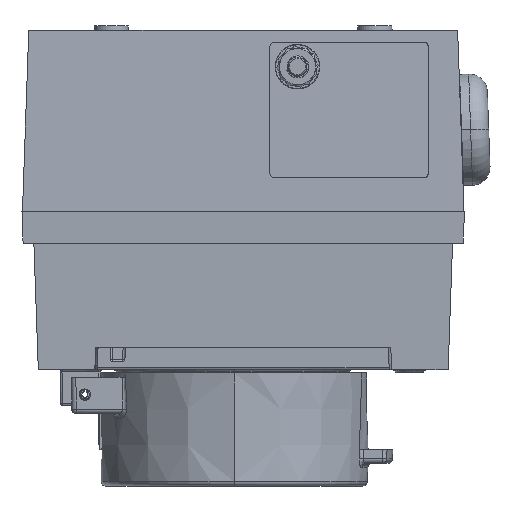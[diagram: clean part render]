
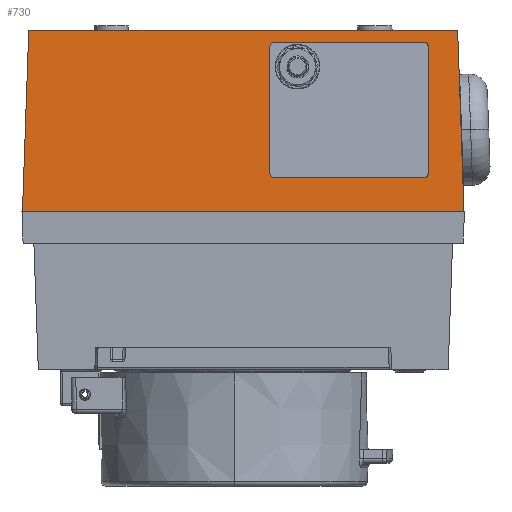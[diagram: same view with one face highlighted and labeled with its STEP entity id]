
A CAD part, left-side view. The second image highlights one B-rep face of the part: STEP entity #730.
In plain terms, the highlighted planar face has unit normal (-0.999, 0, 0.035).
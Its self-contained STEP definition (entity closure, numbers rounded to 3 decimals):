
#730 = ADVANCED_FACE ( 'NONE', ( #21730 ), #37298, .T. ) ;
#840 = AXIS2_PLACEMENT_3D ( 'NONE', #9951, #6551, #13327 ) ;
#3465 = VERTEX_POINT ( 'NONE', #31550 ) ;
#5250 = ORIENTED_EDGE ( 'NONE', *, *, #22337, .F. ) ;
#5829 = ORIENTED_EDGE ( 'NONE', *, *, #21351, .F. ) ;
#6551 = DIRECTION ( 'NONE',  ( -0.999, 0., 0.035 ) ) ;
#7362 = CARTESIAN_POINT ( 'NONE',  ( -47.3, -48.8, -41. ) ) ;
#8051 = VECTOR ( 'NONE', #31907, 1000. ) ;
#9007 = LINE ( 'NONE', #35981, #34890 ) ;
#9951 = CARTESIAN_POINT ( 'NONE',  ( -47.3, 48.8, -41. ) ) ;
#13327 = DIRECTION ( 'NONE',  ( -0.035, 0., -0.999 ) ) ;
#14095 = VECTOR ( 'NONE', #32053, 1000. ) ;
#15954 = EDGE_CURVE ( 'NONE', #24474, #3465, #26676, .T. ) ;
#19554 = ORIENTED_EDGE ( 'NONE', *, *, #39240, .T. ) ;
#20465 = CARTESIAN_POINT ( 'NONE',  ( -45.903, 48.8, -1. ) ) ;
#21351 = EDGE_CURVE ( 'NONE', #30978, #3465, #38101, .T. ) ;
#21381 = CARTESIAN_POINT ( 'NONE',  ( -45.903, -47.403, -1. ) ) ;
#21730 = FACE_OUTER_BOUND ( 'NONE', #29109, .T. ) ;
#22337 = EDGE_CURVE ( 'NONE', #27096, #30978, #9007, .T. ) ;
#24474 = VERTEX_POINT ( 'NONE', #31294 ) ;
#25308 = CARTESIAN_POINT ( 'NONE',  ( -47.3, 48.8, -41. ) ) ;
#25880 = ORIENTED_EDGE ( 'NONE', *, *, #15954, .T. ) ;
#26245 = VECTOR ( 'NONE', #29879, 1000. ) ;
#26676 = LINE ( 'NONE', #33271, #26245 ) ;
#27096 = VERTEX_POINT ( 'NONE', #21381 ) ;
#29109 = EDGE_LOOP ( 'NONE', ( #5829, #5250, #19554, #25880 ) ) ;
#29879 = DIRECTION ( 'NONE',  ( -0.035, 0.035, -0.999 ) ) ;
#30978 = VERTEX_POINT ( 'NONE', #7362 ) ;
#31294 = CARTESIAN_POINT ( 'NONE',  ( -45.903, 47.403, -1. ) ) ;
#31550 = CARTESIAN_POINT ( 'NONE',  ( -47.3, 48.8, -41. ) ) ;
#31907 = DIRECTION ( 'NONE',  ( 0., 1., 0. ) ) ;
#32053 = DIRECTION ( 'NONE',  ( 0., 1., 0. ) ) ;
#32802 = DIRECTION ( 'NONE',  ( -0.035, -0.035, -0.999 ) ) ;
#33271 = CARTESIAN_POINT ( 'NONE',  ( -47.3, 48.8, -41. ) ) ;
#34890 = VECTOR ( 'NONE', #32802, 1000. ) ;
#35981 = CARTESIAN_POINT ( 'NONE',  ( -47.3, -48.8, -41. ) ) ;
#37298 = PLANE ( 'NONE',  #840 ) ;
#37846 = LINE ( 'NONE', #20465, #14095 ) ;
#38101 = LINE ( 'NONE', #25308, #8051 ) ;
#39240 = EDGE_CURVE ( 'NONE', #27096, #24474, #37846, .T. ) ;
